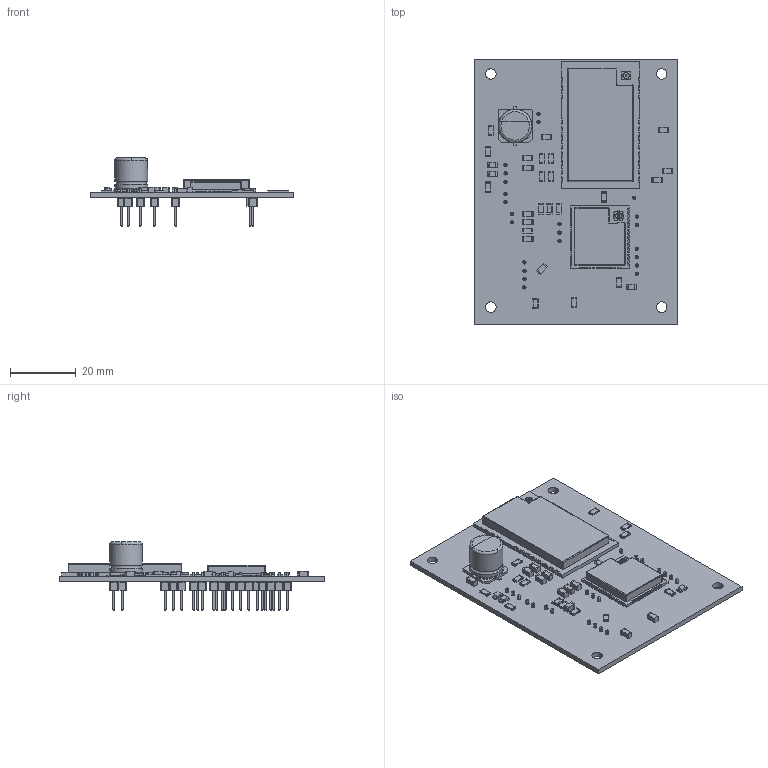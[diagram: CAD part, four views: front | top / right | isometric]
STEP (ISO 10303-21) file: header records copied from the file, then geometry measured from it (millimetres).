
FILE_DESCRIPTION(('KiCad electronic assembly'),'2;1');
FILE_NAME('ld1.step','2024-05-02T23:07:03',('Pcbnew'),('Kicad'), 'Open CASCADE STEP processor 7.7','KiCad to STEP converter','Unknown' );
FILE_SCHEMA(('AUTOMOTIVE_DESIGN { 1 0 10303 214 1 1 1 1 }'));
Length unit declared in the file: millimetre
Products named in the file (22): ld1 1; R_1206_3216Metric; C_1206_3216Metric; LED_1206_3216Metric; CP_Elec_10x10.5; CP_Elec_10x105; E22-900M30S--3DModel-STEP-418109; E22-900M30S; ESP32-WROOM-32U--3DModel-STEP-418109; ESP32-WROOM-32U; PinHeader_1x03_P2.54mm_Vertical; PinHeader_1x03_P254mm_Vertical; PinHeader_1x02_P2.54mm_Vertical; PinHeader_1x02_P254mm_Vertical; PinHeader_1x01_P2.54mm_Vertical; PinHeader_1x01_P254mm_Vertical; PinHeader_1x04_P2.54mm_Vertical; PinHeader_1x04_P254mm_Vertical; ld1_PCB
Assembly tree (51 placements, depth 3):
  ld1 1
    R_1206_3216Metric  x14
      R_1206_3216Metric
    C_1206_3216Metric  x11
      C_1206_3216Metric
    LED_1206_3216Metric  x3
      LED_1206_3216Metric
    CP_Elec_10x10.5
      CP_Elec_10x105
    E22-900M30S--3DModel-STEP-418109
      E22-900M30S
    ESP32-WROOM-32U--3DModel-STEP-418109
      ESP32-WROOM-32U
    PinHeader_1x03_P2.54mm_Vertical  x2
      PinHeader_1x03_P254mm_Vertical
    PinHeader_1x02_P2.54mm_Vertical  x4
      PinHeader_1x02_P254mm_Vertical
    PinHeader_1x01_P2.54mm_Vertical
      PinHeader_1x01_P254mm_Vertical
    PinHeader_1x04_P2.54mm_Vertical  x2
      PinHeader_1x04_P254mm_Vertical
    ld1_PCB
Bounding box: 62 x 81 x 20.74 mm (x, y, z)
Volume: 10910.7 mm3; surface area: 18896.9 mm2
Topology: 114 solids, 114 shells, 2675 faces, 6788 edges, 4412 vertices
Faces by surface type: plane 2221, cylinder 432, bspline 7, cone 6, torus 4, revolution 3, sphere 2
Full cylindrical faces by diameter (mm): 1 x23, 3.2 x4, 10 x2
Entity records: 52744 total; most frequent: CARTESIAN_POINT 9020, ORIENTED_EDGE 8264, DIRECTION 7837, EDGE_CURVE 4132, LINE 3710, VECTOR 3710, VERTEX_POINT 2700, AXIS2_PLACEMENT_3D 2062
